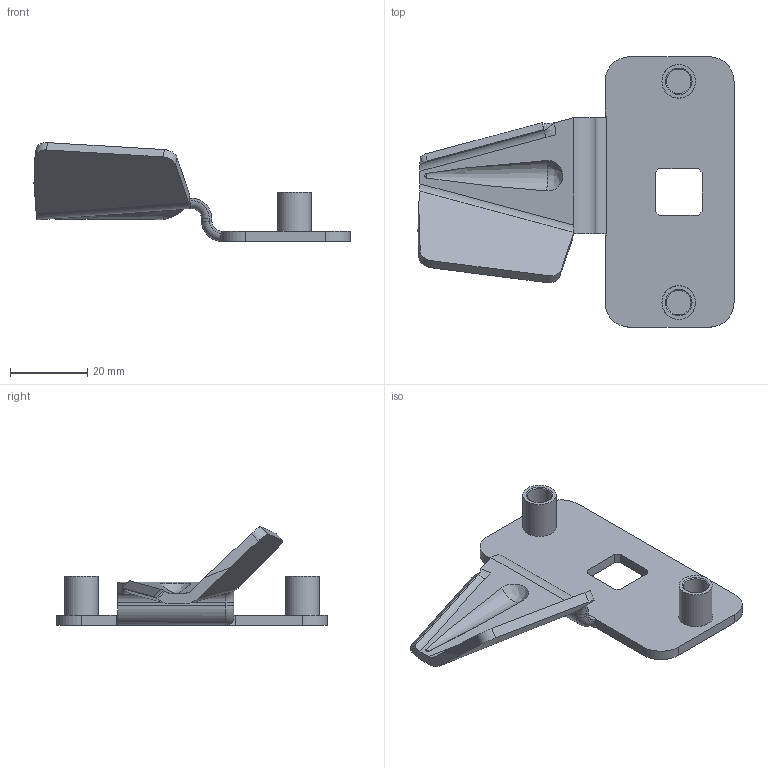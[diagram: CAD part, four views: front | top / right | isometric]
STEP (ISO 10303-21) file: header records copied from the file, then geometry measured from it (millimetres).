
FILE_DESCRIPTION (( 'STEP AP214' ), '1' );
FILE_NAME ('SCE-102237.STEP', '2021-01-28T20:47:32', ( '' ), ( '' ), 'SwSTEP 2.0', 'SolidWorks 2019', '' );
FILE_SCHEMA (( 'AUTOMOTIVE_DESIGN' ));
Length unit declared in the file: inch
Products named in the file (1): SCE-102237
Bounding box: 81.66 x 69.85 x 25.51 mm (x, y, z)
Volume: 11517.2 mm3; surface area: 10673 mm2
Topology: 3 solids, 3 shells, 97 faces, 236 edges, 151 vertices
Faces by surface type: plane 53, cylinder 22, bspline 16, cone 4, torus 2
Full cylindrical faces by diameter (mm): 6.35 x2, 8.661 x2, 8.712 x2
Entity records: 3403 total; most frequent: CARTESIAN_POINT 1170, ORIENTED_EDGE 452, DIRECTION 405, EDGE_CURVE 226, VERTEX_POINT 149, LINE 147, VECTOR 147, AXIS2_PLACEMENT_3D 129
